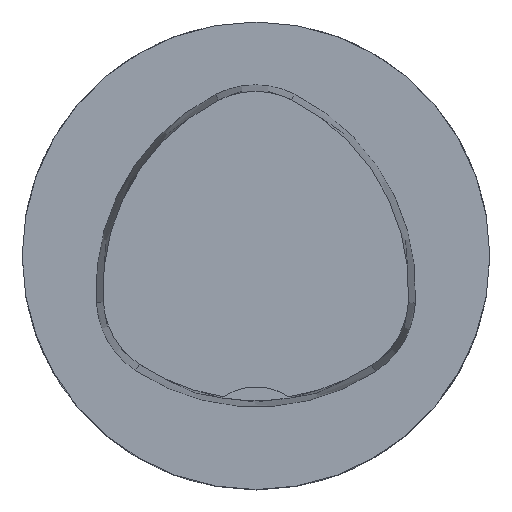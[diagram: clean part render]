
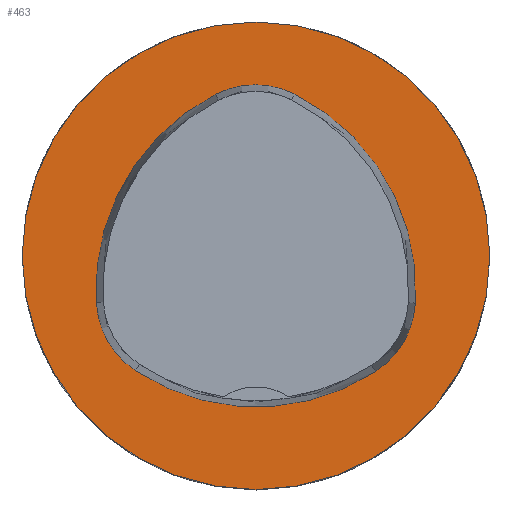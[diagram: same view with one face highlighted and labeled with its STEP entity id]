
A CAD part, top view. The second image highlights one B-rep face of the part: STEP entity #463.
In plain terms, the highlighted planar face has unit normal (0, 0, 1).
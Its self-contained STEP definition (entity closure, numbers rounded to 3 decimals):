
#463=ADVANCED_FACE('',(#1268,#1269),#813,.T.);
#813=PLANE('',#6615);
#1149=CIRCLE('',#6586,16.);
#1150=CIRCLE('',#6592,15.);
#1152=CIRCLE('',#6595,6.);
#1154=CIRCLE('',#6598,15.);
#1156=CIRCLE('',#6601,6.);
#1160=CIRCLE('',#6606,15.);
#1162=CIRCLE('',#6609,6.);
#1268=FACE_BOUND('',#1380,.T.);
#1269=FACE_BOUND('',#1381,.T.);
#1380=EDGE_LOOP('',(#2234,#2235,#2236,#2237,#2238,#2239));
#1381=EDGE_LOOP('',(#2240));
#2234=ORIENTED_EDGE('',*,*,#4702,.T.);
#2235=ORIENTED_EDGE('',*,*,#4682,.T.);
#2236=ORIENTED_EDGE('',*,*,#4686,.T.);
#2237=ORIENTED_EDGE('',*,*,#4689,.T.);
#2238=ORIENTED_EDGE('',*,*,#4692,.T.);
#2239=ORIENTED_EDGE('',*,*,#4700,.T.);
#2240=ORIENTED_EDGE('',*,*,#4673,.F.);
#4044=VERTEX_POINT('',#9178);
#4053=VERTEX_POINT('',#9197);
#4054=VERTEX_POINT('',#9198);
#4057=VERTEX_POINT('',#9206);
#4059=VERTEX_POINT('',#9212);
#4061=VERTEX_POINT('',#9218);
#4068=VERTEX_POINT('',#9239);
#4673=EDGE_CURVE('',#4044,#4044,#1149,.T.);
#4682=EDGE_CURVE('',#4053,#4054,#1150,.T.);
#4686=EDGE_CURVE('',#4054,#4057,#1152,.T.);
#4689=EDGE_CURVE('',#4057,#4059,#1154,.T.);
#4692=EDGE_CURVE('',#4059,#4061,#1156,.T.);
#4700=EDGE_CURVE('',#4061,#4068,#1160,.T.);
#4702=EDGE_CURVE('',#4068,#4053,#1162,.T.);
#6586=AXIS2_PLACEMENT_3D('',#9177,#7356,#7357);
#6592=AXIS2_PLACEMENT_3D('',#9196,#7372,#7373);
#6595=AXIS2_PLACEMENT_3D('',#9205,#7380,#7381);
#6598=AXIS2_PLACEMENT_3D('',#9211,#7387,#7388);
#6601=AXIS2_PLACEMENT_3D('',#9217,#7394,#7395);
#6606=AXIS2_PLACEMENT_3D('',#9240,#7406,#7407);
#6609=AXIS2_PLACEMENT_3D('',#9243,#7412,#7413);
#6615=AXIS2_PLACEMENT_3D('',#9249,#7424,#7425);
#7356=DIRECTION('',(0.,0.,-1.));
#7357=DIRECTION('',(-1.,0.,0.));
#7372=DIRECTION('',(0.,0.,-1.));
#7373=DIRECTION('',(-1.,0.,0.));
#7380=DIRECTION('',(0.,0.,-1.));
#7381=DIRECTION('',(-1.,0.,0.));
#7387=DIRECTION('',(0.,0.,-1.));
#7388=DIRECTION('',(-1.,0.,0.));
#7394=DIRECTION('',(0.,0.,-1.));
#7395=DIRECTION('',(-1.,0.,0.));
#7406=DIRECTION('',(0.,0.,-1.));
#7407=DIRECTION('',(-1.,0.,0.));
#7412=DIRECTION('',(0.,0.,-1.));
#7413=DIRECTION('',(-1.,0.,0.));
#7424=DIRECTION('',(0.,0.,1.));
#7425=DIRECTION('',(1.,0.,0.));
#9177=CARTESIAN_POINT('',(0.,0.,0.));
#9178=CARTESIAN_POINT('',(-16.,0.,0.));
#9196=CARTESIAN_POINT('',(4.048,-2.316,0.));
#9197=CARTESIAN_POINT('',(-10.926,-3.206,0.));
#9198=CARTESIAN_POINT('',(-2.774,11.043,0.));
#9205=CARTESIAN_POINT('',(-0.045,5.7,0.));
#9206=CARTESIAN_POINT('',(2.638,11.066,0.));
#9211=CARTESIAN_POINT('',(-4.07,-2.35,0.));
#9212=CARTESIAN_POINT('',(10.903,-3.249,0.));
#9217=CARTESIAN_POINT('',(4.914,-2.889,0.));
#9218=CARTESIAN_POINT('',(8.177,-7.924,0.));
#9239=CARTESIAN_POINT('',(-8.24,-7.859,0.));
#9240=CARTESIAN_POINT('',(0.019,4.663,0.));
#9243=CARTESIAN_POINT('',(-4.936,-2.85,0.));
#9249=CARTESIAN_POINT('',(0.,0.,0.));
